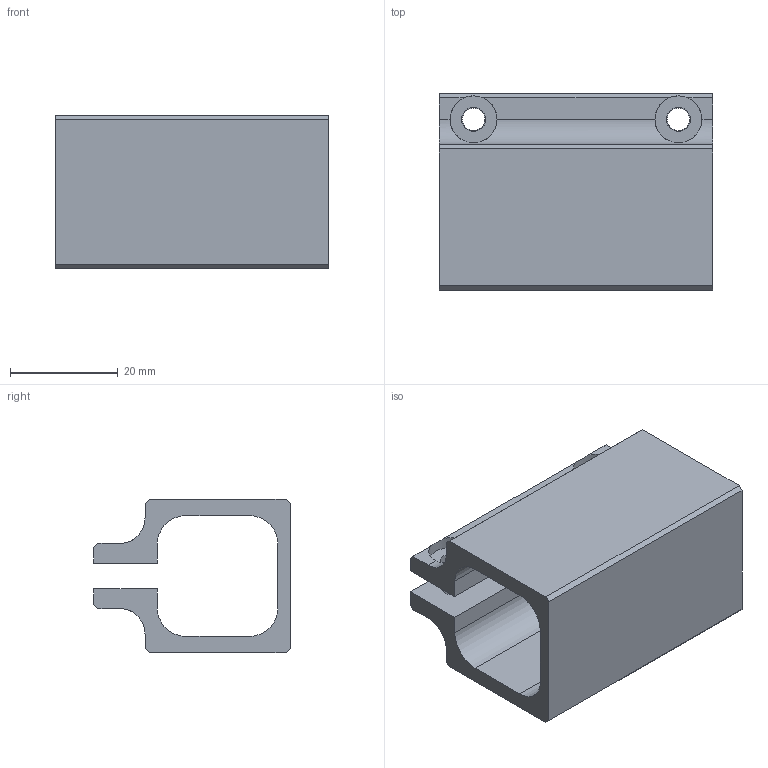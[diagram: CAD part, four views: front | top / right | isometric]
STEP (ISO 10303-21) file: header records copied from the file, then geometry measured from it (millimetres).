
FILE_DESCRIPTION (( 'STEP AP214' ), '1' );
FILE_NAME ('MBSleeveSlotted.STEP', '2017-11-11T15:21:00', ( 'Windows User' ), ( '' ), 'SwSTEP 2.0', 'SolidWorks 2017', '' );
FILE_SCHEMA (( 'AUTOMOTIVE_DESIGN' ));
Length unit declared in the file: inch
Products named in the file (1): MBSleeveSlotted
Bounding box: 50.8 x 36.51 x 28.57 mm (x, y, z)
Volume: 17761.2 mm3; surface area: 11962.7 mm2
Topology: 1 solids, 1 shells, 46 faces, 130 edges, 84 vertices
Faces by surface type: plane 28, cylinder 18
Entity records: 1672 total; most frequent: CARTESIAN_POINT 407, ORIENTED_EDGE 260, DIRECTION 252, EDGE_CURVE 130, VECTOR 90, LINE 90, VERTEX_POINT 84, AXIS2_PLACEMENT_3D 81
